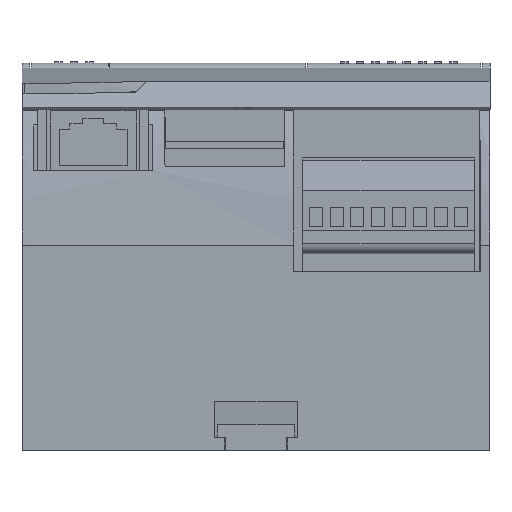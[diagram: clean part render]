
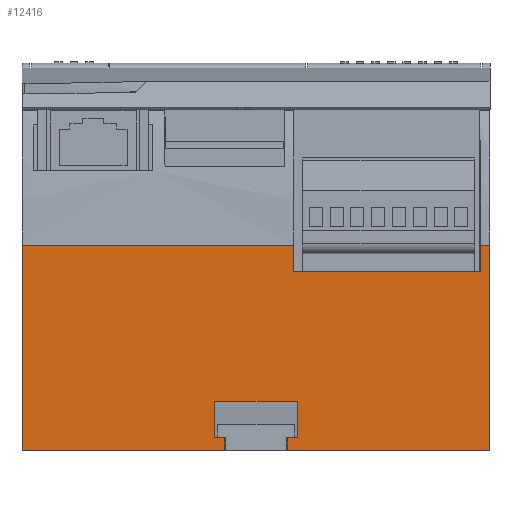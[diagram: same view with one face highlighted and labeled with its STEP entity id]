
A CAD part, front view. The second image highlights one B-rep face of the part: STEP entity #12416.
In plain terms, the highlighted planar face has unit normal (0, -1, 0).
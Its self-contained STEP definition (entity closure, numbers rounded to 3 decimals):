
#12416=ADVANCED_FACE('',(#18712),#15773,.F.);
#15773=PLANE('',#69238);
#18712=FACE_OUTER_BOUND('',#21790,.T.);
#21790=EDGE_LOOP('',(#39870,#39871,#39872,#39873,#39874,#39875,#39876,#39877,
#39878,#39879,#39880,#39881,#39882,#39883,#39884,#39885));
#25577=LINE('',#86795,#32538);
#25581=LINE('',#86802,#32542);
#25610=LINE('',#86869,#32571);
#25611=LINE('',#86872,#32572);
#25612=LINE('',#86874,#32573);
#25613=LINE('',#86876,#32574);
#25614=LINE('',#86878,#32575);
#25615=LINE('',#86880,#32576);
#25616=LINE('',#86882,#32577);
#25617=LINE('',#86883,#32578);
#25618=LINE('',#86885,#32579);
#25619=LINE('',#86887,#32580);
#25620=LINE('',#86888,#32581);
#25621=LINE('',#86890,#32582);
#25622=LINE('',#86892,#32583);
#25623=LINE('',#86894,#32584);
#32538=VECTOR('',#72702,1.);
#32542=VECTOR('',#72710,1.);
#32571=VECTOR('',#72747,1.);
#32572=VECTOR('',#72748,1.);
#32573=VECTOR('',#72749,1.);
#32574=VECTOR('',#72750,1.);
#32575=VECTOR('',#72751,1.);
#32576=VECTOR('',#72752,1.);
#32577=VECTOR('',#72753,1.);
#32578=VECTOR('',#72754,1.);
#32579=VECTOR('',#72755,1.);
#32580=VECTOR('',#72756,1.);
#32581=VECTOR('',#72757,1.);
#32582=VECTOR('',#72758,1.);
#32583=VECTOR('',#72759,1.);
#32584=VECTOR('',#72760,1.);
#39870=ORIENTED_EDGE('',*,*,#61051,.F.);
#39871=ORIENTED_EDGE('',*,*,#61052,.T.);
#39872=ORIENTED_EDGE('',*,*,#61053,.T.);
#39873=ORIENTED_EDGE('',*,*,#61054,.F.);
#39874=ORIENTED_EDGE('',*,*,#61055,.F.);
#39875=ORIENTED_EDGE('',*,*,#61056,.F.);
#39876=ORIENTED_EDGE('',*,*,#61057,.T.);
#39877=ORIENTED_EDGE('',*,*,#61020,.T.);
#39878=ORIENTED_EDGE('',*,*,#61058,.T.);
#39879=ORIENTED_EDGE('',*,*,#61059,.F.);
#39880=ORIENTED_EDGE('',*,*,#61060,.T.);
#39881=ORIENTED_EDGE('',*,*,#61016,.F.);
#39882=ORIENTED_EDGE('',*,*,#61061,.T.);
#39883=ORIENTED_EDGE('',*,*,#61062,.T.);
#39884=ORIENTED_EDGE('',*,*,#61063,.T.);
#39885=ORIENTED_EDGE('',*,*,#61064,.F.);
#55668=VERTEX_POINT('',#86794);
#55669=VERTEX_POINT('',#86796);
#55670=VERTEX_POINT('',#86803);
#55671=VERTEX_POINT('',#86804);
#55696=VERTEX_POINT('',#86870);
#55697=VERTEX_POINT('',#86871);
#55698=VERTEX_POINT('',#86873);
#55699=VERTEX_POINT('',#86875);
#55700=VERTEX_POINT('',#86877);
#55701=VERTEX_POINT('',#86879);
#55702=VERTEX_POINT('',#86881);
#55703=VERTEX_POINT('',#86884);
#55704=VERTEX_POINT('',#86886);
#55705=VERTEX_POINT('',#86889);
#55706=VERTEX_POINT('',#86891);
#55707=VERTEX_POINT('',#86893);
#61016=EDGE_CURVE('',#55668,#55669,#25577,.T.);
#61020=EDGE_CURVE('',#55670,#55671,#25581,.T.);
#61051=EDGE_CURVE('',#55696,#55697,#25610,.T.);
#61052=EDGE_CURVE('',#55696,#55698,#25611,.T.);
#61053=EDGE_CURVE('',#55698,#55699,#25612,.T.);
#61054=EDGE_CURVE('',#55700,#55699,#25613,.T.);
#61055=EDGE_CURVE('',#55701,#55700,#25614,.T.);
#61056=EDGE_CURVE('',#55702,#55701,#25615,.T.);
#61057=EDGE_CURVE('',#55702,#55670,#25616,.T.);
#61058=EDGE_CURVE('',#55671,#55703,#25617,.T.);
#61059=EDGE_CURVE('',#55704,#55703,#25618,.T.);
#61060=EDGE_CURVE('',#55704,#55669,#25619,.T.);
#61061=EDGE_CURVE('',#55668,#55705,#25620,.T.);
#61062=EDGE_CURVE('',#55705,#55706,#25621,.T.);
#61063=EDGE_CURVE('',#55706,#55707,#25622,.T.);
#61064=EDGE_CURVE('',#55697,#55707,#25623,.T.);
#69238=AXIS2_PLACEMENT_3D('',#86895,#72761,#72762);
#72702=DIRECTION('',(-1.,0.,0.));
#72710=DIRECTION('',(-1.,0.,0.));
#72747=DIRECTION('',(0.,0.,1.));
#72748=DIRECTION('',(-1.,0.,0.));
#72749=DIRECTION('',(0.,0.,-1.));
#72750=DIRECTION('',(-1.,0.,0.));
#72751=DIRECTION('',(0.,0.,-1.));
#72752=DIRECTION('',(1.,0.,0.));
#72753=DIRECTION('',(0.,0.,-1.));
#72754=DIRECTION('',(0.,0.,1.));
#72755=DIRECTION('',(1.,0.,0.));
#72756=DIRECTION('',(0.,0.,-1.));
#72757=DIRECTION('',(0.,0.,1.));
#72758=DIRECTION('',(-1.,0.,0.));
#72759=DIRECTION('',(0.,0.,1.));
#72760=DIRECTION('',(-1.,0.,0.));
#72761=DIRECTION('',(0.,1.,0.));
#72762=DIRECTION('',(0.,0.,1.));
#86794=CARTESIAN_POINT('',(39.,0.,-30.98));
#86795=CARTESIAN_POINT('',(90.,0.,-30.98));
#86796=CARTESIAN_POINT('',(0.,0.,-30.98));
#86802=CARTESIAN_POINT('',(90.,0.,3.52));
#86803=CARTESIAN_POINT('',(88.268,0.,3.52));
#86804=CARTESIAN_POINT('',(52.248,0.,3.52));
#86869=CARTESIAN_POINT('',(52.95,0.,-28.502));
#86870=CARTESIAN_POINT('',(52.95,0.,-28.502));
#86871=CARTESIAN_POINT('',(52.95,0.,-21.502));
#86872=CARTESIAN_POINT('',(52.95,0.,-28.502));
#86873=CARTESIAN_POINT('',(51.,0.,-28.502));
#86874=CARTESIAN_POINT('',(51.,0.,3.52));
#86875=CARTESIAN_POINT('',(51.,0.,-30.98));
#86876=CARTESIAN_POINT('',(90.,0.,-30.98));
#86877=CARTESIAN_POINT('',(90.,0.,-30.98));
#86878=CARTESIAN_POINT('',(90.,0.,3.52));
#86879=CARTESIAN_POINT('',(90.,0.,8.521));
#86880=CARTESIAN_POINT('',(-10.,0.,8.521));
#86881=CARTESIAN_POINT('',(88.268,0.,8.521));
#86882=CARTESIAN_POINT('',(88.268,0.,103.52));
#86883=CARTESIAN_POINT('',(52.248,0.,42.52));
#86884=CARTESIAN_POINT('',(52.248,0.,8.521));
#86885=CARTESIAN_POINT('',(-10.,0.,8.521));
#86886=CARTESIAN_POINT('',(0.,0.,8.521));
#86887=CARTESIAN_POINT('',(0.,0.,3.52));
#86888=CARTESIAN_POINT('',(39.,0.,3.52));
#86889=CARTESIAN_POINT('',(39.,0.,-28.502));
#86890=CARTESIAN_POINT('',(52.95,0.,-28.502));
#86891=CARTESIAN_POINT('',(37.05,0.,-28.502));
#86892=CARTESIAN_POINT('',(37.05,0.,-28.502));
#86893=CARTESIAN_POINT('',(37.05,0.,-21.502));
#86894=CARTESIAN_POINT('',(52.95,0.,-21.502));
#86895=CARTESIAN_POINT('',(90.,0.,3.52));
